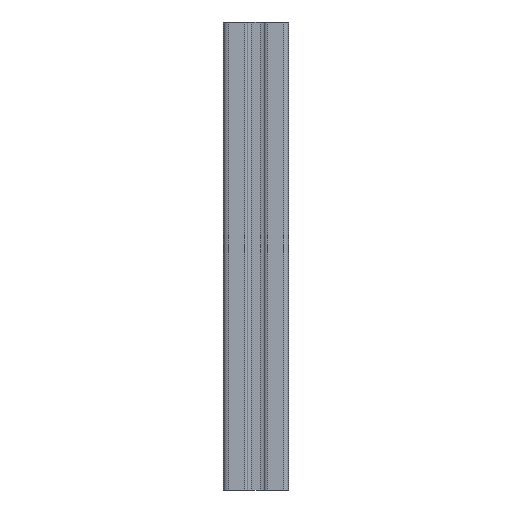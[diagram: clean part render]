
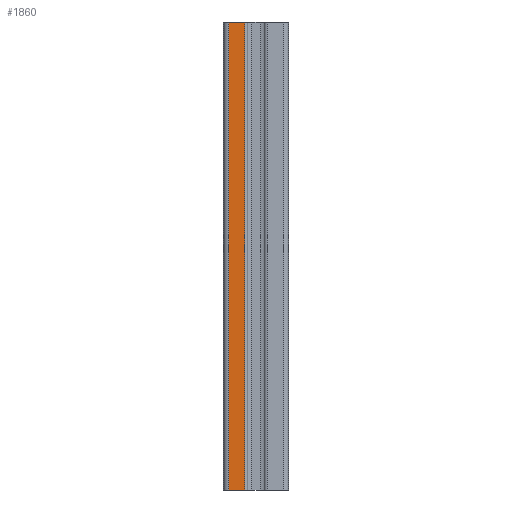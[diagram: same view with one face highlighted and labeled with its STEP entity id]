
A CAD part, left-side view. The second image highlights one B-rep face of the part: STEP entity #1860.
In plain terms, the highlighted planar face has unit normal (-1, 0, 0).
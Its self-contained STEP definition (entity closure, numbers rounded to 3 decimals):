
#52 = PLANE ( 'NONE',  #875 ) ;
#62 = VECTOR ( 'NONE', #2014, 1000. ) ;
#169 = VECTOR ( 'NONE', #1454, 1000. ) ;
#203 = VECTOR ( 'NONE', #1223, 1000. ) ;
#316 = EDGE_CURVE ( 'NONE', #2138, #889, #1203, .T. ) ;
#481 = CARTESIAN_POINT ( 'NONE',  ( -12.5, 10.537, 0. ) ) ;
#519 = ORIENTED_EDGE ( 'NONE', *, *, #1268, .F. ) ;
#550 = DIRECTION ( 'NONE',  ( 0., -1., 0. ) ) ;
#581 = LINE ( 'NONE', #791, #169 ) ;
#585 = VERTEX_POINT ( 'NONE', #481 ) ;
#619 = LINE ( 'NONE', #795, #2029 ) ;
#791 = CARTESIAN_POINT ( 'NONE',  ( -12.5, 10.537, -180. ) ) ;
#795 = CARTESIAN_POINT ( 'NONE',  ( -12.5, 7.991, 0. ) ) ;
#875 = AXIS2_PLACEMENT_3D ( 'NONE', #1720, #1361, #550 ) ;
#889 = VERTEX_POINT ( 'NONE', #1521 ) ;
#1067 = EDGE_LOOP ( 'NONE', ( #519, #1892, #1135, #1762 ) ) ;
#1135 = ORIENTED_EDGE ( 'NONE', *, *, #2027, .T. ) ;
#1203 = LINE ( 'NONE', #1400, #203 ) ;
#1223 = DIRECTION ( 'NONE',  ( 0., 0., 1. ) ) ;
#1268 = EDGE_CURVE ( 'NONE', #585, #889, #619, .T. ) ;
#1347 = VERTEX_POINT ( 'NONE', #1353 ) ;
#1353 = CARTESIAN_POINT ( 'NONE',  ( -12.5, 10.537, -180. ) ) ;
#1361 = DIRECTION ( 'NONE',  ( -1., 0., 0. ) ) ;
#1400 = CARTESIAN_POINT ( 'NONE',  ( -12.5, 4.32, -180. ) ) ;
#1454 = DIRECTION ( 'NONE',  ( 0., -1., 0. ) ) ;
#1521 = CARTESIAN_POINT ( 'NONE',  ( -12.5, 4.32, 0. ) ) ;
#1569 = FACE_OUTER_BOUND ( 'NONE', #1067, .T. ) ;
#1595 = DIRECTION ( 'NONE',  ( 0., -1., 0. ) ) ;
#1660 = CARTESIAN_POINT ( 'NONE',  ( -12.5, 4.32, -180. ) ) ;
#1720 = CARTESIAN_POINT ( 'NONE',  ( -12.5, 7.991, -180. ) ) ;
#1723 = EDGE_CURVE ( 'NONE', #1347, #585, #1803, .T. ) ;
#1762 = ORIENTED_EDGE ( 'NONE', *, *, #316, .T. ) ;
#1803 = LINE ( 'NONE', #2185, #62 ) ;
#1860 = ADVANCED_FACE ( 'NONE', ( #1569 ), #52, .T. ) ;
#1892 = ORIENTED_EDGE ( 'NONE', *, *, #1723, .F. ) ;
#2014 = DIRECTION ( 'NONE',  ( 0., 0., 1. ) ) ;
#2027 = EDGE_CURVE ( 'NONE', #1347, #2138, #581, .T. ) ;
#2029 = VECTOR ( 'NONE', #1595, 1000. ) ;
#2138 = VERTEX_POINT ( 'NONE', #1660 ) ;
#2185 = CARTESIAN_POINT ( 'NONE',  ( -12.5, 10.537, -180. ) ) ;
